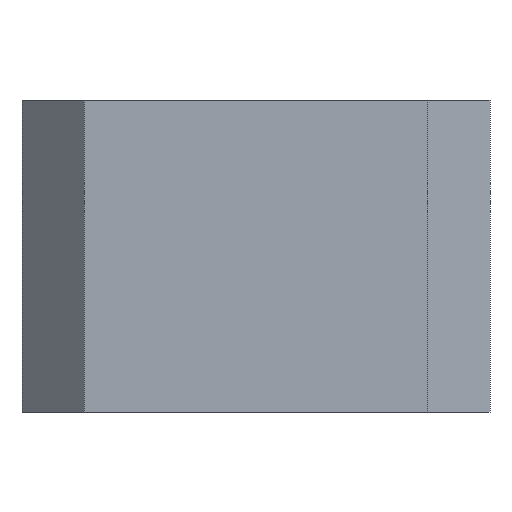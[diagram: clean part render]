
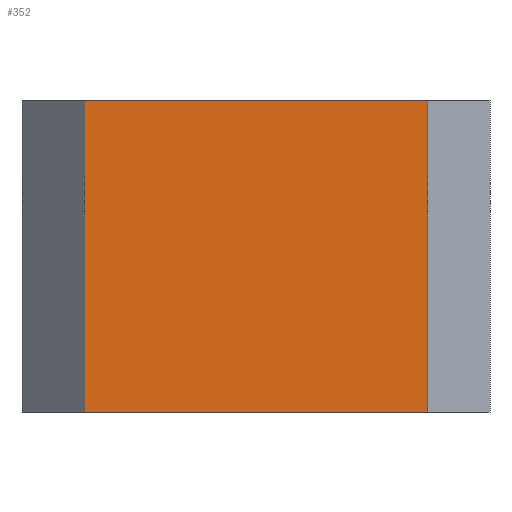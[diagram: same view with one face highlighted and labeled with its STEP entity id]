
A CAD part, left-side view. The second image highlights one B-rep face of the part: STEP entity #352.
In plain terms, the highlighted planar face has unit normal (-1, 0, 0).
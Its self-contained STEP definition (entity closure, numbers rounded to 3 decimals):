
#50=DIRECTION('',(0.,-1.,0.));
#51=VECTOR('',#50,22.);
#52=CARTESIAN_POINT('',(-30.,11.,-10.));
#53=LINE('',#52,#51);
#86=DIRECTION('',(0.,-1.,0.));
#87=VECTOR('',#86,22.);
#88=CARTESIAN_POINT('',(-30.,11.,10.));
#89=LINE('',#88,#87);
#122=DIRECTION('',(0.,0.,-1.));
#123=VECTOR('',#122,20.);
#124=CARTESIAN_POINT('',(-30.,-11.,10.));
#125=LINE('',#124,#123);
#126=DIRECTION('',(0.,0.,-1.));
#127=VECTOR('',#126,20.);
#128=CARTESIAN_POINT('',(-30.,11.,10.));
#129=LINE('',#128,#127);
#171=CARTESIAN_POINT('',(-30.,-11.,-10.));
#173=VERTEX_POINT('',#171);
#174=CARTESIAN_POINT('',(-30.,-11.,10.));
#175=VERTEX_POINT('',#174);
#178=CARTESIAN_POINT('',(-30.,11.,-10.));
#180=VERTEX_POINT('',#178);
#184=CARTESIAN_POINT('',(-30.,11.,10.));
#185=VERTEX_POINT('',#184);
#340=CARTESIAN_POINT('',(-30.,15.,-10.));
#341=DIRECTION('',(-1.,0.,0.));
#342=DIRECTION('',(0.,-1.,0.));
#343=AXIS2_PLACEMENT_3D('',#340,#341,#342);
#344=PLANE('',#343);
#345=ORIENTED_EDGE('',*,*,#332,.T.);
#346=ORIENTED_EDGE('',*,*,#221,.F.);
#348=ORIENTED_EDGE('',*,*,#347,.F.);
#349=ORIENTED_EDGE('',*,*,#273,.T.);
#350=EDGE_LOOP('',(#345,#346,#348,#349));
#351=FACE_OUTER_BOUND('',#350,.F.);
#352=ADVANCED_FACE('',(#351),#344,.T.);
#221=EDGE_CURVE('',#180,#173,#53,.T.);
#273=EDGE_CURVE('',#185,#175,#89,.T.);
#332=EDGE_CURVE('',#175,#173,#125,.T.);
#347=EDGE_CURVE('',#185,#180,#129,.T.);
